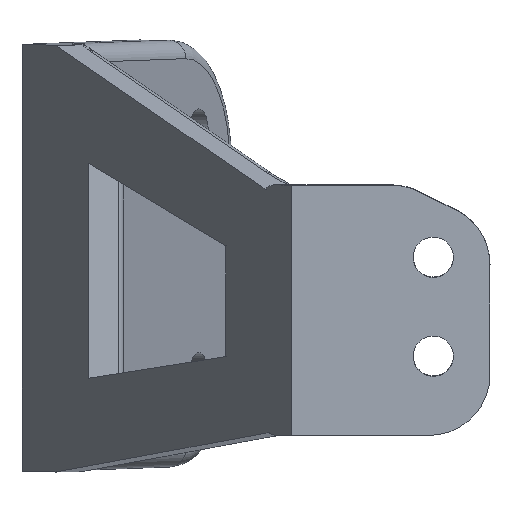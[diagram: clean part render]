
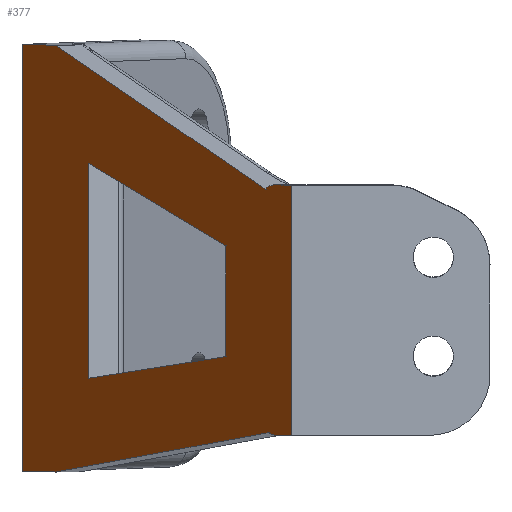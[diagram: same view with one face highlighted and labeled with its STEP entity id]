
A CAD part, left-side view. The second image highlights one B-rep face of the part: STEP entity #377.
In plain terms, the highlighted planar face has unit normal (-0.559, 0.829, -0.01).
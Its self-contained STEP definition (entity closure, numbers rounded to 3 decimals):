
#220=CARTESIAN_POINT('',(70.787,-108.873,1.235));
#221=DIRECTION('',(0.559,-0.829,0.01));
#222=DIRECTION('',(0.829,0.559,-0.));
#223=AXIS2_PLACEMENT_3D('',#220,#221,#222);
#224=PLANE('',#223);
#225=CARTESIAN_POINT('',(38.965,-128.526,156.319));
#226=VERTEX_POINT('',#225);
#227=CARTESIAN_POINT('',(55.56,-117.245,163.091));
#228=VERTEX_POINT('',#227);
#229=CARTESIAN_POINT('',(38.965,-128.526,156.319));
#230=DIRECTION('',(0.784,0.533,0.32));
#231=VECTOR('',#230,21.178);
#232=LINE('',#229,#231);
#233=EDGE_CURVE('',#226,#228,#232,.T.);
#234=ORIENTED_EDGE('',*,*,#233,.F.);
#235=CARTESIAN_POINT('',(39.124,-128.526,147.225));
#236=VERTEX_POINT('',#235);
#237=CARTESIAN_POINT('',(38.965,-128.526,156.319));
#238=DIRECTION('',(0.017,0.,-1.));
#239=VECTOR('',#238,9.096);
#240=LINE('',#237,#239);
#241=EDGE_CURVE('',#226,#236,#240,.T.);
#242=ORIENTED_EDGE('',*,*,#241,.T.);
#243=CARTESIAN_POINT('',(55.868,-117.245,145.451));
#244=VERTEX_POINT('',#243);
#245=CARTESIAN_POINT('',(39.124,-128.526,147.225));
#246=DIRECTION('',(0.826,0.557,-0.088));
#247=VECTOR('',#246,20.268);
#248=LINE('',#245,#247);
#249=EDGE_CURVE('',#236,#244,#248,.T.);
#250=ORIENTED_EDGE('',*,*,#249,.T.);
#251=CARTESIAN_POINT('',(55.868,-117.245,145.451));
#252=DIRECTION('',(-0.017,0.,1.));
#253=VECTOR('',#252,17.643);
#254=LINE('',#251,#253);
#255=EDGE_CURVE('',#244,#228,#254,.T.);
#256=ORIENTED_EDGE('',*,*,#255,.T.);
#257=EDGE_LOOP('',(#234,#242,#250,#256));
#258=FACE_BOUND('',#257,.T.);
#259=CARTESIAN_POINT('',(63.408,-111.833,172.833));
#260=VERTEX_POINT('',#259);
#261=CARTESIAN_POINT('',(64.019,-111.833,137.838));
#262=VERTEX_POINT('',#261);
#263=CARTESIAN_POINT('',(63.408,-111.833,172.833));
#264=DIRECTION('',(0.017,0.,-1.));
#265=VECTOR('',#264,35.);
#266=LINE('',#263,#265);
#267=EDGE_CURVE('',#260,#262,#266,.T.);
#268=ORIENTED_EDGE('',*,*,#267,.T.);
#269=CARTESIAN_POINT('',(59.959,-114.573,137.767));
#270=VERTEX_POINT('',#269);
#271=CARTESIAN_POINT('',(64.019,-111.833,137.838));
#272=DIRECTION('',(-0.829,-0.56,-0.014));
#273=VECTOR('',#272,4.898);
#274=LINE('',#271,#273);
#275=EDGE_CURVE('',#262,#270,#274,.T.);
#276=ORIENTED_EDGE('',*,*,#275,.T.);
#277=CARTESIAN_POINT('',(35.26,-131.209,140.837));
#278=VERTEX_POINT('',#277);
#279=CARTESIAN_POINT('',(35.26,-131.209,140.837));
#280=DIRECTION('',(0.825,0.556,-0.103));
#281=VECTOR('',#280,29.936);
#282=LINE('',#279,#281);
#283=EDGE_CURVE('',#278,#270,#282,.T.);
#284=ORIENTED_EDGE('',*,*,#283,.F.);
#285=CARTESIAN_POINT('',(35.258,-131.209,140.969));
#286=VERTEX_POINT('',#285);
#287=CARTESIAN_POINT('',(35.26,-131.209,140.837));
#288=DIRECTION('',(-0.017,0.,1.));
#289=VECTOR('',#288,0.132);
#290=LINE('',#287,#289);
#291=EDGE_CURVE('',#278,#286,#290,.T.);
#292=ORIENTED_EDGE('',*,*,#291,.T.);
#293=ORIENTED_EDGE('',*,*,#291,.F.);
#294=CARTESIAN_POINT('',(34.064,-132.015,140.986));
#295=VERTEX_POINT('',#294);
#296=CARTESIAN_POINT('',(35.26,-131.209,140.837));
#297=DIRECTION('',(-0.825,-0.556,0.103));
#298=VECTOR('',#297,1.45);
#299=LINE('',#296,#298);
#300=EDGE_CURVE('',#278,#295,#299,.T.);
#301=ORIENTED_EDGE('',*,*,#300,.T.);
#302=CARTESIAN_POINT('',(33.261,-132.559,140.802));
#303=VERTEX_POINT('',#302);
#304=CARTESIAN_POINT('',(33.226,-132.559,142.802));
#305=DIRECTION('',(-0.559,0.829,-0.01));
#306=DIRECTION('',(0.829,0.56,0.014));
#307=AXIS2_PLACEMENT_3D('',#304,#305,#306);
#308=ELLIPSE('',#307,2.413,2.);
#309=EDGE_CURVE('',#295,#303,#308,.T.);
#310=ORIENTED_EDGE('',*,*,#309,.T.);
#311=CARTESIAN_POINT('',(31.261,-133.909,140.767));
#312=VERTEX_POINT('',#311);
#313=CARTESIAN_POINT('',(33.261,-132.559,140.802));
#314=DIRECTION('',(-0.829,-0.56,-0.014));
#315=VECTOR('',#314,2.413);
#316=LINE('',#313,#315);
#317=EDGE_CURVE('',#303,#312,#316,.T.);
#318=ORIENTED_EDGE('',*,*,#317,.T.);
#319=CARTESIAN_POINT('',(30.903,-133.909,161.281));
#320=VERTEX_POINT('',#319);
#321=CARTESIAN_POINT('',(31.261,-133.909,140.767));
#322=DIRECTION('',(-0.017,0.,1.));
#323=VECTOR('',#322,20.517);
#324=LINE('',#321,#323);
#325=EDGE_CURVE('',#312,#320,#324,.T.);
#326=ORIENTED_EDGE('',*,*,#325,.T.);
#327=CARTESIAN_POINT('',(32.902,-132.559,161.316));
#328=VERTEX_POINT('',#327);
#329=CARTESIAN_POINT('',(32.902,-132.559,161.316));
#330=DIRECTION('',(-0.829,-0.56,-0.014));
#331=VECTOR('',#330,2.413);
#332=LINE('',#329,#331);
#333=EDGE_CURVE('',#328,#320,#332,.T.);
#334=ORIENTED_EDGE('',*,*,#333,.F.);
#335=CARTESIAN_POINT('',(34.072,-131.773,160.963));
#336=VERTEX_POINT('',#335);
#337=CARTESIAN_POINT('',(32.937,-132.559,159.317));
#338=DIRECTION('',(-0.559,0.829,-0.01));
#339=DIRECTION('',(0.829,0.56,0.014));
#340=AXIS2_PLACEMENT_3D('',#337,#338,#339);
#341=ELLIPSE('',#340,2.413,2.);
#342=EDGE_CURVE('',#328,#336,#341,.T.);
#343=ORIENTED_EDGE('',*,*,#342,.T.);
#344=CARTESIAN_POINT('',(34.902,-131.209,161.351));
#345=VERTEX_POINT('',#344);
#346=CARTESIAN_POINT('',(34.072,-131.773,160.963));
#347=DIRECTION('',(0.771,0.525,0.36));
#348=VECTOR('',#347,1.076);
#349=LINE('',#346,#348);
#350=EDGE_CURVE('',#336,#345,#349,.T.);
#351=ORIENTED_EDGE('',*,*,#350,.T.);
#352=CARTESIAN_POINT('',(34.91,-131.209,160.938));
#353=VERTEX_POINT('',#352);
#354=CARTESIAN_POINT('',(34.91,-131.209,160.938));
#355=DIRECTION('',(-0.017,0.,1.));
#356=VECTOR('',#355,0.413);
#357=LINE('',#354,#356);
#358=EDGE_CURVE('',#353,#345,#357,.T.);
#359=ORIENTED_EDGE('',*,*,#358,.F.);
#360=ORIENTED_EDGE('',*,*,#358,.T.);
#361=CARTESIAN_POINT('',(59.349,-114.573,172.762));
#362=VERTEX_POINT('',#361);
#363=CARTESIAN_POINT('',(34.902,-131.209,161.351));
#364=DIRECTION('',(0.771,0.525,0.36));
#365=VECTOR('',#364,31.695);
#366=LINE('',#363,#365);
#367=EDGE_CURVE('',#345,#362,#366,.T.);
#368=ORIENTED_EDGE('',*,*,#367,.T.);
#369=CARTESIAN_POINT('',(59.349,-114.573,172.762));
#370=DIRECTION('',(0.829,0.56,0.014));
#371=VECTOR('',#370,4.898);
#372=LINE('',#369,#371);
#373=EDGE_CURVE('',#362,#260,#372,.T.);
#374=ORIENTED_EDGE('',*,*,#373,.T.);
#375=EDGE_LOOP('',(#268,#276,#284,#292,#293,#301,#310,#318,#326,#334,#343,#351,#359,#360,#368,#374));
#376=FACE_BOUND('',#375,.T.);
#377=ADVANCED_FACE('',(#258,#376),#224,.F.);
